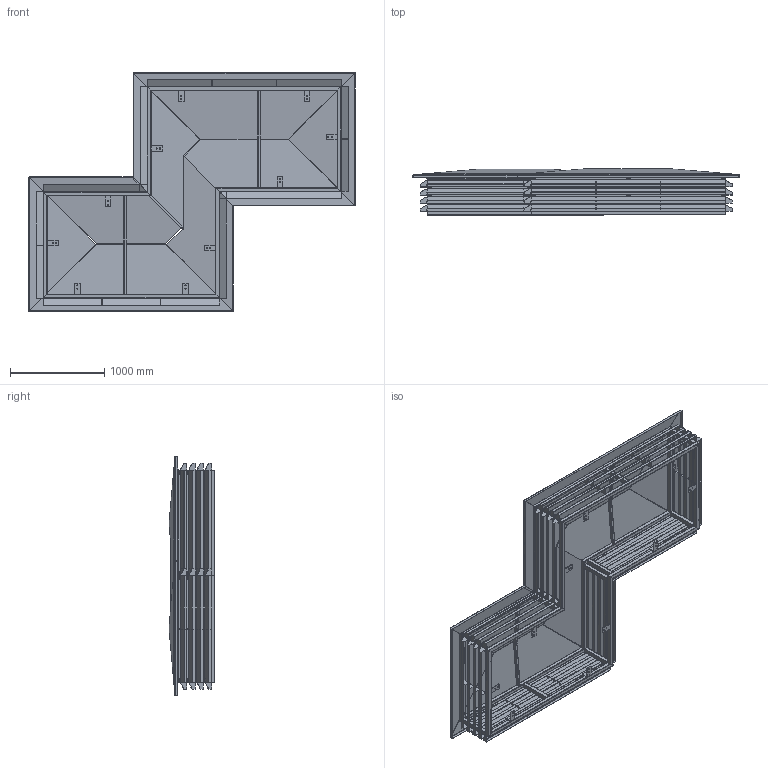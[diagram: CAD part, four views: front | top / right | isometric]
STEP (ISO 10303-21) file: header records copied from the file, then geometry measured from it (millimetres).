
FILE_DESCRIPTION(('FreeCAD Model'),'2;1');
FILE_NAME('Open CASCADE Shape Model','2025-05-01T18:33:40',('FreeCAD'),( 'FreeCAD'),'Open CASCADE STEP processor 7.6','FreeCAD','Unknown');
FILE_SCHEMA(('AUTOMOTIVE_DESIGN { 1 0 10303 214 1 1 1 1 }'));
Products named in the file (1): Open CASCADE STEP translator 7.6 1
Bounding box: 3466.46 x 488.62 x 2536.07 mm (x, y, z)
Volume: 39761956.8 mm3; surface area: 35234189.8 mm2
Topology: 234 solids, 234 shells, 4524 faces, 11472 edges, 7416 vertices
Faces by surface type: bspline 4524
Entity records: 141438 total; most frequent: CARTESIAN_POINT 75553, ORIENTED_EDGE 22656, EDGE_CURVE 11328, VERTEX_POINT 7416, B_SPLINE_CURVE_WITH_KNOTS 7028, FACE_BOUND 4932, EDGE_LOOP 4932, ADVANCED_FACE 4524
